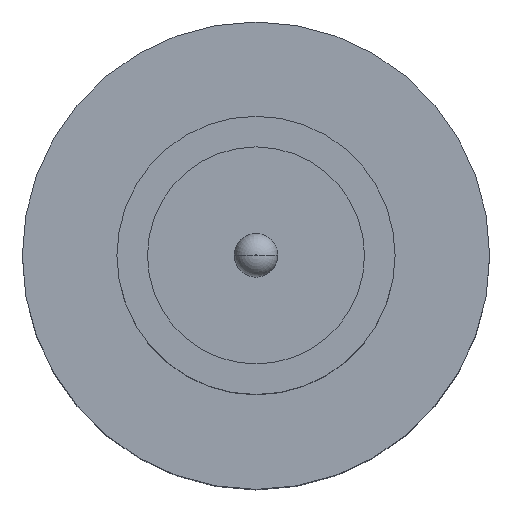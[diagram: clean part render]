
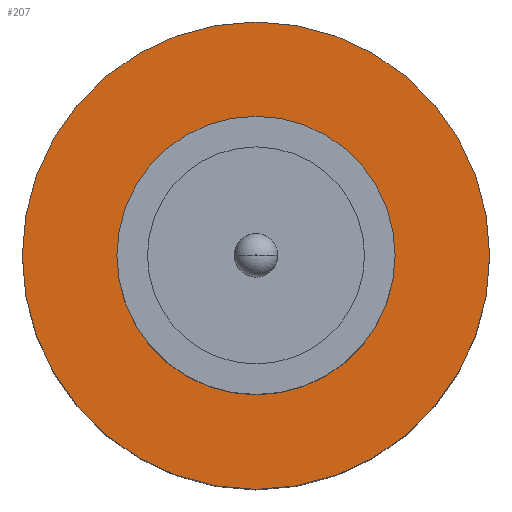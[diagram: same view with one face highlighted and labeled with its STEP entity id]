
A CAD part, top view. The second image highlights one B-rep face of the part: STEP entity #207.
In plain terms, the highlighted planar face has unit normal (0, 0, 1).
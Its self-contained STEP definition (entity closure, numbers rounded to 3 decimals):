
#8 = CIRCLE ( 'NONE', #188, 1.25 ) ;
#24 = FACE_OUTER_BOUND ( 'NONE', #813, .T. ) ;
#96 = CARTESIAN_POINT ( 'NONE',  ( 2.1, 0., 1.55 ) ) ;
#106 = CIRCLE ( 'NONE', #753, 2.1 ) ;
#119 = DIRECTION ( 'NONE',  ( 1., 0., 0. ) ) ;
#125 = VERTEX_POINT ( 'NONE', #96 ) ;
#138 = DIRECTION ( 'NONE',  ( 1., 0., 0. ) ) ;
#174 = DIRECTION ( 'NONE',  ( 1., 0., 0. ) ) ;
#188 = AXIS2_PLACEMENT_3D ( 'NONE', #580, #413, #174 ) ;
#201 = CARTESIAN_POINT ( 'NONE',  ( -2.1, 0., 1.55 ) ) ;
#207 = ADVANCED_FACE ( 'NONE', ( #654, #24 ), #574, .T. ) ;
#243 = CARTESIAN_POINT ( 'NONE',  ( -1.25, 0., 1.55 ) ) ;
#253 = EDGE_CURVE ( 'NONE', #669, #916, #595, .T. ) ;
#350 = CARTESIAN_POINT ( 'NONE',  ( 1.25, 0., 1.55 ) ) ;
#371 = EDGE_CURVE ( 'NONE', #125, #399, #106, .T. ) ;
#377 = EDGE_LOOP ( 'NONE', ( #750, #705 ) ) ;
#399 = VERTEX_POINT ( 'NONE', #201 ) ;
#413 = DIRECTION ( 'NONE',  ( 0., 0., 1. ) ) ;
#448 = DIRECTION ( 'NONE',  ( 1., 0., 0. ) ) ;
#459 = DIRECTION ( 'NONE',  ( 0., 0., 1. ) ) ;
#528 = CARTESIAN_POINT ( 'NONE',  ( 0., 0., 1.55 ) ) ;
#539 = EDGE_CURVE ( 'NONE', #399, #125, #675, .T. ) ;
#574 = PLANE ( 'NONE',  #983 ) ;
#580 = CARTESIAN_POINT ( 'NONE',  ( 0., 0., 1.55 ) ) ;
#595 = CIRCLE ( 'NONE', #652, 1.25 ) ;
#605 = DIRECTION ( 'NONE',  ( 0., 0., 1. ) ) ;
#643 = DIRECTION ( 'NONE',  ( 0., 0., 1. ) ) ;
#652 = AXIS2_PLACEMENT_3D ( 'NONE', #896, #820, #119 ) ;
#654 = FACE_BOUND ( 'NONE', #377, .T. ) ;
#669 = VERTEX_POINT ( 'NONE', #243 ) ;
#675 = CIRCLE ( 'NONE', #945, 2.1 ) ;
#691 = EDGE_CURVE ( 'NONE', #916, #669, #8, .T. ) ;
#705 = ORIENTED_EDGE ( 'NONE', *, *, #253, .F. ) ;
#724 = DIRECTION ( 'NONE',  ( 1., 0., 0. ) ) ;
#750 = ORIENTED_EDGE ( 'NONE', *, *, #691, .F. ) ;
#753 = AXIS2_PLACEMENT_3D ( 'NONE', #528, #605, #138 ) ;
#760 = CARTESIAN_POINT ( 'NONE',  ( 0., 0., 1.55 ) ) ;
#800 = CARTESIAN_POINT ( 'NONE',  ( 0., 0., 1.55 ) ) ;
#802 = ORIENTED_EDGE ( 'NONE', *, *, #371, .T. ) ;
#813 = EDGE_LOOP ( 'NONE', ( #887, #802 ) ) ;
#820 = DIRECTION ( 'NONE',  ( 0., 0., 1. ) ) ;
#887 = ORIENTED_EDGE ( 'NONE', *, *, #539, .T. ) ;
#896 = CARTESIAN_POINT ( 'NONE',  ( 0., 0., 1.55 ) ) ;
#916 = VERTEX_POINT ( 'NONE', #350 ) ;
#945 = AXIS2_PLACEMENT_3D ( 'NONE', #760, #459, #448 ) ;
#983 = AXIS2_PLACEMENT_3D ( 'NONE', #800, #643, #724 ) ;
